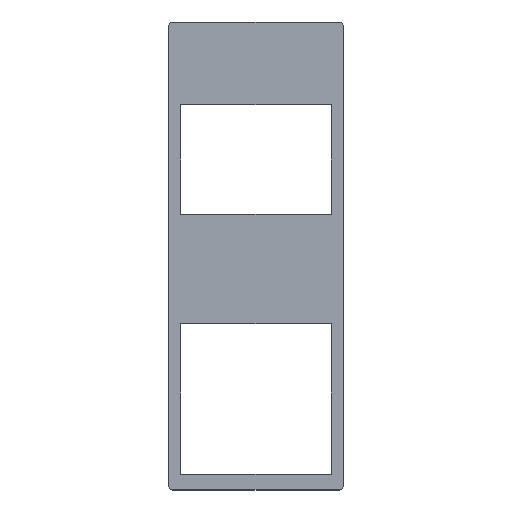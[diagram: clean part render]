
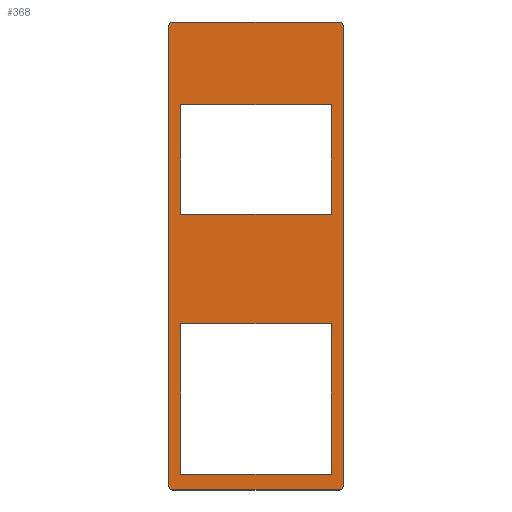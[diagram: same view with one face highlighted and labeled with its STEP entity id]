
A CAD part, top view. The second image highlights one B-rep face of the part: STEP entity #368.
In plain terms, the highlighted planar face has unit normal (0, 0, 1).
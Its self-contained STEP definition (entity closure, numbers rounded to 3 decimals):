
#368=ADVANCED_FACE('',(#662,#664,#666),#668,.T.);
#662=FACE_BOUND('',#663,.T.);
#663=EDGE_LOOP('',(#897,#898,#899,#900,#901,#902,#903,#904));
#664=FACE_BOUND('',#665,.T.);
#665=EDGE_LOOP('',(#905,#906,#907,#908));
#666=FACE_BOUND('',#667,.T.);
#667=EDGE_LOOP('',(#909,#910,#911,#912));
#668=PLANE('',#669);
#669=AXIS2_PLACEMENT_3D('',#670,#671,#672);
#670=CARTESIAN_POINT('',(0.,0.,6.));
#671=DIRECTION('',(0.,0.,1.));
#672=DIRECTION('',(-1.,0.,0.));
#897=ORIENTED_EDGE('',*,*,#1023,.F.);
#898=ORIENTED_EDGE('',*,*,#1022,.T.);
#899=ORIENTED_EDGE('',*,*,#1020,.F.);
#900=ORIENTED_EDGE('',*,*,#995,.T.);
#901=ORIENTED_EDGE('',*,*,#994,.F.);
#902=ORIENTED_EDGE('',*,*,#991,.T.);
#903=ORIENTED_EDGE('',*,*,#990,.F.);
#904=ORIENTED_EDGE('',*,*,#984,.T.);
#905=ORIENTED_EDGE('',*,*,#1025,.T.);
#906=ORIENTED_EDGE('',*,*,#1031,.T.);
#907=ORIENTED_EDGE('',*,*,#1029,.T.);
#908=ORIENTED_EDGE('',*,*,#1027,.T.);
#909=ORIENTED_EDGE('',*,*,#1033,.T.);
#910=ORIENTED_EDGE('',*,*,#1039,.T.);
#911=ORIENTED_EDGE('',*,*,#1037,.T.);
#912=ORIENTED_EDGE('',*,*,#1035,.T.);
#984=EDGE_CURVE('',#1144,#1142,#1145,.T.);
#990=EDGE_CURVE('',#1144,#1151,#1153,.F.);
#991=EDGE_CURVE('',#1154,#1151,#1155,.T.);
#994=EDGE_CURVE('',#1154,#1157,#1159,.F.);
#995=EDGE_CURVE('',#1160,#1157,#1161,.T.);
#1020=EDGE_CURVE('',#1160,#1199,#1201,.F.);
#1022=EDGE_CURVE('',#1202,#1199,#1204,.T.);
#1023=EDGE_CURVE('',#1202,#1142,#1205,.F.);
#1025=EDGE_CURVE('',#1208,#1206,#1209,.F.);
#1027=EDGE_CURVE('',#1211,#1208,#1212,.F.);
#1029=EDGE_CURVE('',#1214,#1211,#1215,.F.);
#1031=EDGE_CURVE('',#1206,#1214,#1217,.F.);
#1033=EDGE_CURVE('',#1220,#1218,#1221,.F.);
#1035=EDGE_CURVE('',#1223,#1220,#1224,.F.);
#1037=EDGE_CURVE('',#1226,#1223,#1227,.F.);
#1039=EDGE_CURVE('',#1218,#1226,#1229,.F.);
#1142=VERTEX_POINT('',#1444);
#1144=VERTEX_POINT('',#1448);
#1145=LINE('',#1449,#1450);
#1151=VERTEX_POINT('',#1465);
#1153=CIRCLE('',#1469,1.);
#1154=VERTEX_POINT('',#1473);
#1155=LINE('',#1474,#1475);
#1157=VERTEX_POINT('',#1480);
#1159=CIRCLE('',#1484,1.);
#1160=VERTEX_POINT('',#1488);
#1161=LINE('',#1489,#1490);
#1199=VERTEX_POINT('',#1575);
#1201=CIRCLE('',#1579,1.);
#1202=VERTEX_POINT('',#1583);
#1204=LINE('',#1587,#1588);
#1205=CIRCLE('',#1590,1.);
#1206=VERTEX_POINT('',#1594);
#1208=VERTEX_POINT('',#1598);
#1209=LINE('',#1599,#1600);
#1211=VERTEX_POINT('',#1605);
#1212=LINE('',#1606,#1607);
#1214=VERTEX_POINT('',#1612);
#1215=LINE('',#1613,#1614);
#1217=LINE('',#1619,#1620);
#1218=VERTEX_POINT('',#1622);
#1220=VERTEX_POINT('',#1626);
#1221=LINE('',#1627,#1628);
#1223=VERTEX_POINT('',#1633);
#1224=LINE('',#1634,#1635);
#1226=VERTEX_POINT('',#1640);
#1227=LINE('',#1641,#1642);
#1229=LINE('',#1647,#1648);
#1444=CARTESIAN_POINT('',(34.51,58.033,6.));
#1448=CARTESIAN_POINT('',(34.51,-59.467,6.));
#1449=CARTESIAN_POINT('',(34.51,-59.467,6.));
#1450=VECTOR('',#1451,1.);
#1451=DIRECTION('',(0.,1.,0.));
#1465=CARTESIAN_POINT('',(33.51,-60.467,6.));
#1469=AXIS2_PLACEMENT_3D('',#1470,#1471,#1472);
#1470=CARTESIAN_POINT('',(33.51,-59.467,6.));
#1471=DIRECTION('',(0.,0.,1.));
#1472=DIRECTION('',(0.,-1.,0.));
#1473=CARTESIAN_POINT('',(-8.99,-60.467,6.));
#1474=CARTESIAN_POINT('',(-8.99,-60.467,6.));
#1475=VECTOR('',#1476,1.);
#1476=DIRECTION('',(1.,0.,0.));
#1480=CARTESIAN_POINT('',(-9.99,-59.467,6.));
#1484=AXIS2_PLACEMENT_3D('',#1485,#1486,#1487);
#1485=CARTESIAN_POINT('',(-8.99,-59.467,6.));
#1486=DIRECTION('',(0.,0.,1.));
#1487=DIRECTION('',(-1.,0.,0.));
#1488=CARTESIAN_POINT('',(-9.99,58.033,6.));
#1489=CARTESIAN_POINT('',(-9.99,58.033,6.));
#1490=VECTOR('',#1491,1.);
#1491=DIRECTION('',(0.,-1.,0.));
#1575=CARTESIAN_POINT('',(-8.99,59.033,6.));
#1579=AXIS2_PLACEMENT_3D('',#1580,#1581,#1582);
#1580=CARTESIAN_POINT('',(-8.99,58.033,6.));
#1581=DIRECTION('',(0.,0.,1.));
#1582=DIRECTION('',(0.,1.,0.));
#1583=CARTESIAN_POINT('',(33.51,59.033,6.));
#1587=CARTESIAN_POINT('',(33.51,59.033,6.));
#1588=VECTOR('',#1589,1.);
#1589=DIRECTION('',(-1.,0.,0.));
#1590=AXIS2_PLACEMENT_3D('',#1591,#1592,#1593);
#1591=CARTESIAN_POINT('',(33.51,58.033,6.));
#1592=DIRECTION('',(0.,0.,1.));
#1593=DIRECTION('',(1.,0.,0.));
#1594=CARTESIAN_POINT('',(-6.99,-56.467,6.));
#1598=CARTESIAN_POINT('',(31.51,-56.467,6.));
#1599=CARTESIAN_POINT('',(-6.99,-56.467,6.));
#1600=VECTOR('',#1601,1.);
#1601=DIRECTION('',(1.,0.,0.));
#1605=CARTESIAN_POINT('',(31.51,-18.023,6.));
#1606=CARTESIAN_POINT('',(31.51,-56.467,6.));
#1607=VECTOR('',#1608,1.);
#1608=DIRECTION('',(0.,1.,0.));
#1612=CARTESIAN_POINT('',(-6.99,-18.023,6.));
#1613=CARTESIAN_POINT('',(31.51,-18.023,6.));
#1614=VECTOR('',#1615,1.);
#1615=DIRECTION('',(-1.,0.,0.));
#1619=CARTESIAN_POINT('',(-6.99,-18.023,6.));
#1620=VECTOR('',#1621,1.);
#1621=DIRECTION('',(0.,-1.,0.));
#1622=CARTESIAN_POINT('',(-6.99,9.921,6.));
#1626=CARTESIAN_POINT('',(31.51,9.921,6.));
#1627=CARTESIAN_POINT('',(-6.99,9.921,6.));
#1628=VECTOR('',#1629,1.);
#1629=DIRECTION('',(1.,0.,0.));
#1633=CARTESIAN_POINT('',(31.51,37.921,6.));
#1634=CARTESIAN_POINT('',(31.51,9.921,6.));
#1635=VECTOR('',#1636,1.);
#1636=DIRECTION('',(0.,1.,0.));
#1640=CARTESIAN_POINT('',(-6.99,37.921,6.));
#1641=CARTESIAN_POINT('',(31.51,37.921,6.));
#1642=VECTOR('',#1643,1.);
#1643=DIRECTION('',(-1.,0.,0.));
#1647=CARTESIAN_POINT('',(-6.99,37.921,6.));
#1648=VECTOR('',#1649,1.);
#1649=DIRECTION('',(0.,-1.,0.));
